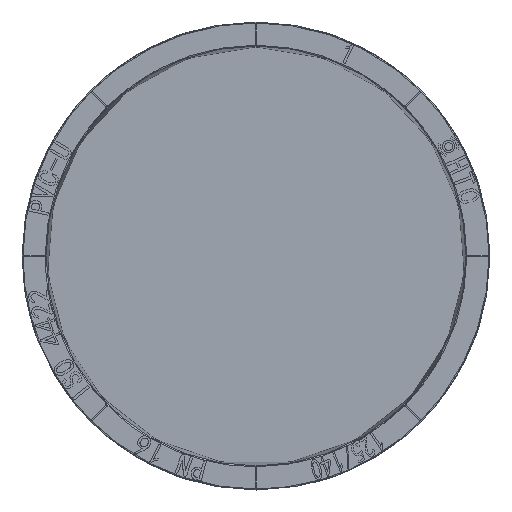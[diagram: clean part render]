
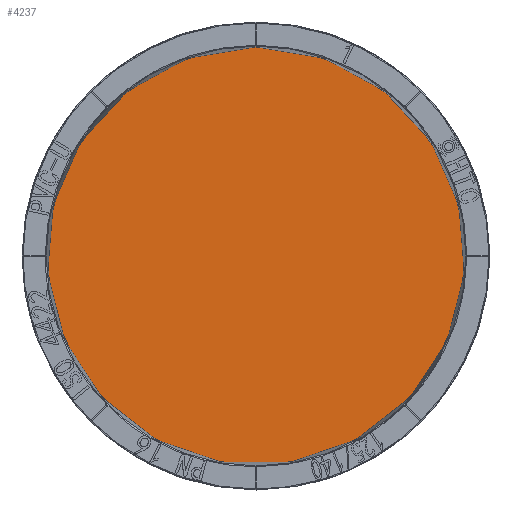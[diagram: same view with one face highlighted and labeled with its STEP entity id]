
A CAD part, front view. The second image highlights one B-rep face of the part: STEP entity #4237.
In plain terms, the highlighted planar face has unit normal (0, -1, 0).
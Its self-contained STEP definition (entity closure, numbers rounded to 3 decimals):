
#85=FACE_OUTER_BOUND('',#7405,.T.);
#1147=PLANE('',#19973);
#4237=ADVANCED_FACE('',(#85),#1147,.F.);
#7405=EDGE_LOOP('',(#9349));
#9349=ORIENTED_EDGE('',*,*,#17554,.F.);
#15480=VERTEX_POINT('',#30457);
#17554=EDGE_CURVE('',#15480,#15480,#19859,.T.);
#19859=CIRCLE('',#19966,62.5);
#19966=AXIS2_PLACEMENT_3D('',#30456,#21216,#21217);
#19973=AXIS2_PLACEMENT_3D('',#30466,#21230,#21231);
#21216=DIRECTION('',(0.,1.,0.));
#21217=DIRECTION('',(0.,0.,1.));
#21230=DIRECTION('',(0.,1.,0.));
#21231=DIRECTION('',(0.,0.,1.));
#30456=CARTESIAN_POINT('',(7656.776,943.685,0.));
#30457=CARTESIAN_POINT('',(7656.776,943.685,62.5));
#30466=CARTESIAN_POINT('',(7656.776,943.685,0.));
